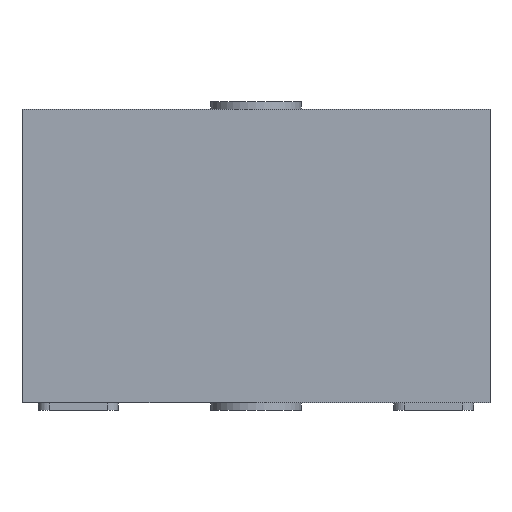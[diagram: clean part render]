
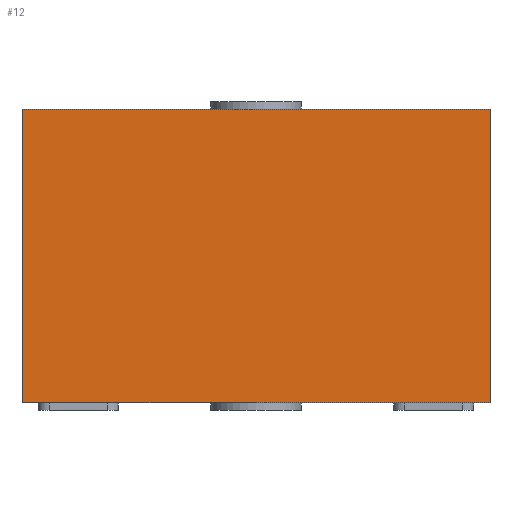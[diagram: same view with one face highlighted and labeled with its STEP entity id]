
A CAD part, front view. The second image highlights one B-rep face of the part: STEP entity #12.
In plain terms, the highlighted planar face has unit normal (0, -1, 0).
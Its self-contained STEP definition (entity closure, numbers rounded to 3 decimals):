
#12 = ADVANCED_FACE ( 'NONE', ( #2411 ), #591, .T. ) ;
#45 = VERTEX_POINT ( 'NONE', #475 ) ;
#74 = AXIS2_PLACEMENT_3D ( 'NONE', #2188, #1194, #1776 ) ;
#129 = VECTOR ( 'NONE', #1574, 1000. ) ;
#142 = VERTEX_POINT ( 'NONE', #2044 ) ;
#228 = EDGE_CURVE ( 'NONE', #45, #1779, #2340, .T. ) ;
#236 = CARTESIAN_POINT ( 'NONE',  ( -0.645, -1.02, 0.83 ) ) ;
#249 = CARTESIAN_POINT ( 'NONE',  ( -0.645, -1.02, 0.83 ) ) ;
#316 = CARTESIAN_POINT ( 'NONE',  ( 0.41, -1.02, 0.83 ) ) ;
#365 = DIRECTION ( 'NONE',  ( -1., 0., 0. ) ) ;
#415 = EDGE_CURVE ( 'NONE', #1779, #1939, #798, .T. ) ;
#469 = VECTOR ( 'NONE', #1166, 1000. ) ;
#475 = CARTESIAN_POINT ( 'NONE',  ( 0.645, -1.02, 0.83 ) ) ;
#579 = DIRECTION ( 'NONE',  ( 0., 0., -1. ) ) ;
#591 = PLANE ( 'NONE',  #74 ) ;
#798 = LINE ( 'NONE', #236, #469 ) ;
#812 = ORIENTED_EDGE ( 'NONE', *, *, #1953, .F. ) ;
#888 = ORIENTED_EDGE ( 'NONE', *, *, #1551, .F. ) ;
#949 = LINE ( 'NONE', #1781, #129 ) ;
#1166 = DIRECTION ( 'NONE',  ( 0., 0., -1. ) ) ;
#1194 = DIRECTION ( 'NONE',  ( 0., -1., 0. ) ) ;
#1363 = ORIENTED_EDGE ( 'NONE', *, *, #228, .T. ) ;
#1380 = ORIENTED_EDGE ( 'NONE', *, *, #415, .T. ) ;
#1396 = VECTOR ( 'NONE', #579, 1000. ) ;
#1551 = EDGE_CURVE ( 'NONE', #45, #142, #2386, .T. ) ;
#1574 = DIRECTION ( 'NONE',  ( -1., 0., 0. ) ) ;
#1776 = DIRECTION ( 'NONE',  ( 0., 0., -1. ) ) ;
#1779 = VERTEX_POINT ( 'NONE', #249 ) ;
#1781 = CARTESIAN_POINT ( 'NONE',  ( 0.41, -1.02, 0.02 ) ) ;
#1799 = VECTOR ( 'NONE', #365, 1000. ) ;
#1939 = VERTEX_POINT ( 'NONE', #2548 ) ;
#1953 = EDGE_CURVE ( 'NONE', #142, #1939, #949, .T. ) ;
#2044 = CARTESIAN_POINT ( 'NONE',  ( 0.645, -1.02, 0.02 ) ) ;
#2188 = CARTESIAN_POINT ( 'NONE',  ( 0.41, -1.02, 0.83 ) ) ;
#2283 = EDGE_LOOP ( 'NONE', ( #812, #888, #1363, #1380 ) ) ;
#2340 = LINE ( 'NONE', #316, #1799 ) ;
#2354 = CARTESIAN_POINT ( 'NONE',  ( 0.645, -1.02, 0.83 ) ) ;
#2386 = LINE ( 'NONE', #2354, #1396 ) ;
#2411 = FACE_OUTER_BOUND ( 'NONE', #2283, .T. ) ;
#2548 = CARTESIAN_POINT ( 'NONE',  ( -0.645, -1.02, 0.02 ) ) ;
